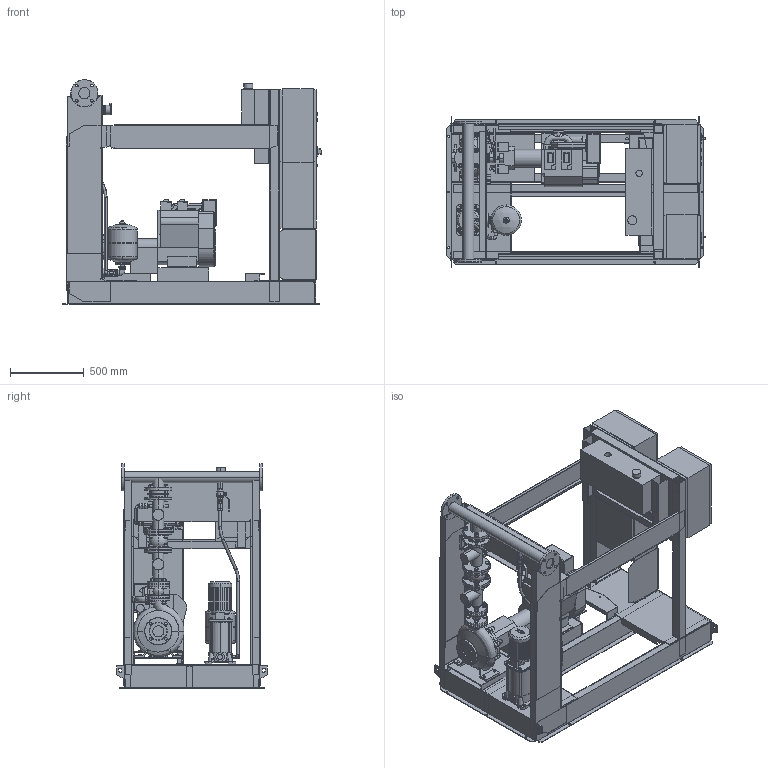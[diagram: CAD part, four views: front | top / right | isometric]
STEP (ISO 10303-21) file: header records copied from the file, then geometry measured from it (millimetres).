
FILE_DESCRIPTION((''),'2;1');
FILE_NAME('3d_Sifire-EN-40_250-205-12.9_1.1DJ-4183870.stp','2015-05-26T10:18:10',(''),(''),'Mechanical Desktop 2009','Mechanical Desktop 2009',', , ');
FILE_SCHEMA(('CONFIG_CONTROL_DESIGN'));
Length unit declared in the file: millimetre
Products named in the file (1): Product
Bounding box: 1754.5 x 1026 x 1527.5 mm (x, y, z)
Volume: 280006644.7 mm3; surface area: 23793857.2 mm2
Topology: 160 solids, 160 shells, 3773 faces, 9124 edges, 5799 vertices
Faces by surface type: plane 1516, bspline 1065, cylinder 744, cone 312, torus 104, sphere 32
Entity records: 124118 total; most frequent: CARTESIAN_POINT 40036, ORIENTED_EDGE 18192, DIRECTION 16061, EDGE_CURVE 9096, VERTEX_POINT 5799, AXIS2_PLACEMENT_3D 5363, VECTOR 5335, LINE 5335
